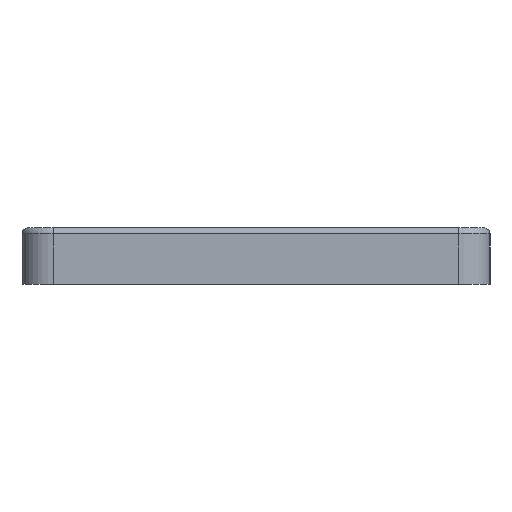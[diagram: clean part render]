
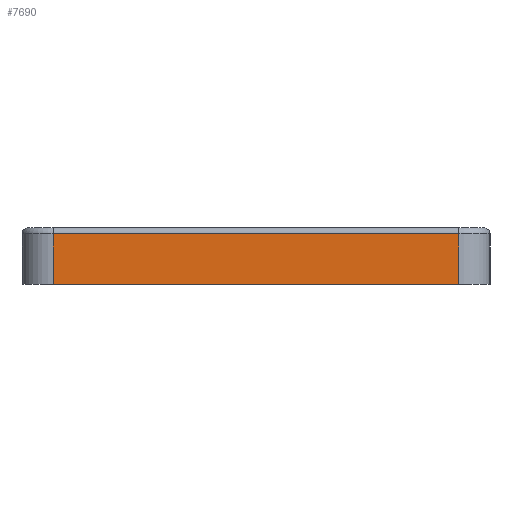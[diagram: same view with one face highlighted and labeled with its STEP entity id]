
A CAD part, left-side view. The second image highlights one B-rep face of the part: STEP entity #7690.
In plain terms, the highlighted planar face has unit normal (-1, 0, 0).
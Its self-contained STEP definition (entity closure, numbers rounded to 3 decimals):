
#279=PLANE('',#8476);
#303=LINE('',#10956,#1017);
#305=LINE('',#10960,#1019);
#323=LINE('',#11021,#1037);
#480=LINE('',#11667,#1194);
#1017=VECTOR('',#8630,10.);
#1019=VECTOR('',#8636,10.);
#1037=VECTOR('',#8686,10.);
#1194=VECTOR('',#9179,10.);
#2267=FACE_OUTER_BOUND('',#2756,.T.);
#2756=EDGE_LOOP('',(#7128,#7129,#7130,#7131));
#3219=VERTEX_POINT('',#10901);
#3224=VERTEX_POINT('',#10912);
#3237=VERTEX_POINT('',#10955);
#3264=VERTEX_POINT('',#11020);
#3983=EDGE_CURVE('',#3219,#3237,#303,.T.);
#3986=EDGE_CURVE('',#3224,#3219,#305,.T.);
#4016=EDGE_CURVE('',#3264,#3237,#323,.T.);
#4339=EDGE_CURVE('',#3264,#3224,#480,.T.);
#7128=ORIENTED_EDGE('',*,*,#3986,.F.);
#7129=ORIENTED_EDGE('',*,*,#4339,.F.);
#7130=ORIENTED_EDGE('',*,*,#4016,.T.);
#7131=ORIENTED_EDGE('',*,*,#3983,.F.);
#7690=ADVANCED_FACE('',(#2267),#279,.T.);
#8476=AXIS2_PLACEMENT_3D('',#13010,#10685,#10686);
#8630=DIRECTION('',(0.,0.,-1.));
#8636=DIRECTION('',(0.,-1.,0.));
#8686=DIRECTION('',(0.,-1.,0.));
#9179=DIRECTION('',(0.,0.,1.));
#10685=DIRECTION('center_axis',(-1.,0.,0.));
#10686=DIRECTION('ref_axis',(0.,0.,1.));
#10901=CARTESIAN_POINT('',(-9.,-61.149,2.7));
#10912=CARTESIAN_POINT('',(-9.,4.003,2.7));
#10955=CARTESIAN_POINT('',(-9.,-61.149,-5.4));
#10956=CARTESIAN_POINT('',(-9.,-61.149,-3.9));
#10960=CARTESIAN_POINT('',(-9.,-11.287,2.7));
#11020=CARTESIAN_POINT('',(-9.,4.003,-5.4));
#11021=CARTESIAN_POINT('',(-9.,-11.287,-5.4));
#11667=CARTESIAN_POINT('',(-9.,4.003,-3.9));
#13010=CARTESIAN_POINT('Origin',(-9.,4.,-3.9));
